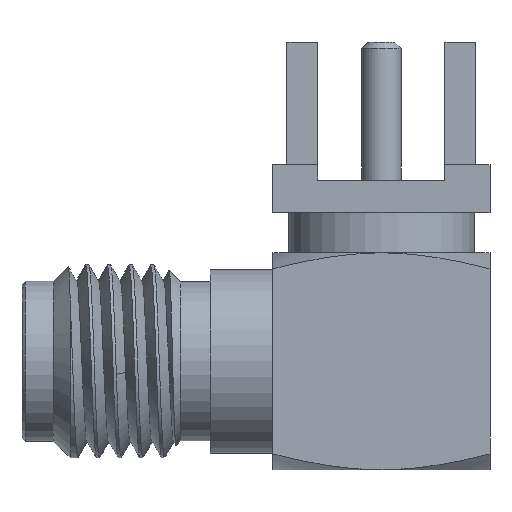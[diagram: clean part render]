
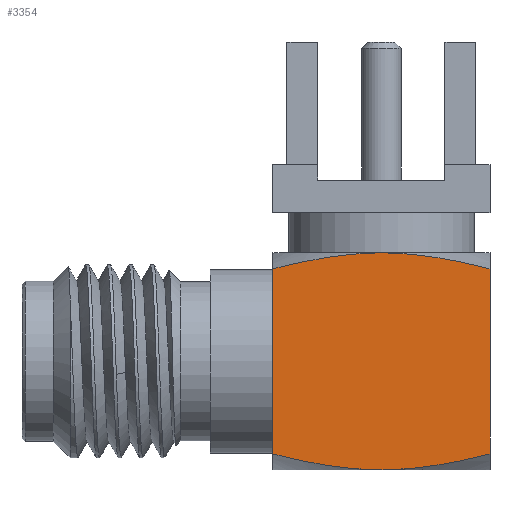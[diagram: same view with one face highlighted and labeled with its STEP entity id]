
A CAD part, front view. The second image highlights one B-rep face of the part: STEP entity #3354.
In plain terms, the highlighted planar face has unit normal (0, -1, 0).
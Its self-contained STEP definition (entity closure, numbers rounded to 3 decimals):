
#1192=CARTESIAN_POINT('',(0.543,-3.5,-6.389));
#1193=CARTESIAN_POINT('',(0.766,-3.5,-6.445));
#1194=CARTESIAN_POINT('',(1.193,-3.5,-6.546));
#1195=CARTESIAN_POINT('',(1.762,-3.5,-6.665));
#1196=CARTESIAN_POINT('',(2.3,-3.5,-6.76));
#1197=CARTESIAN_POINT('',(2.825,-3.5,-6.832));
#1198=CARTESIAN_POINT('',(3.353,-3.5,-6.882));
#1199=CARTESIAN_POINT('',(3.709,-3.5,-6.897));
#1200=CARTESIAN_POINT('',(3.888,-3.5,-6.9));
#1202=DIRECTION('',(0.,0.,1.));
#1203=VECTOR('',#1202,5.979);
#1204=CARTESIAN_POINT('',(0.543,-3.5,-6.389));
#1205=LINE('',#1204,#1203);
#1206=CARTESIAN_POINT('',(0.543,-3.5,-0.411));
#1207=CARTESIAN_POINT('',(0.766,-3.5,-0.355));
#1208=CARTESIAN_POINT('',(1.193,-3.5,-0.254));
#1209=CARTESIAN_POINT('',(1.762,-3.5,-0.135));
#1210=CARTESIAN_POINT('',(2.3,-3.5,-0.04));
#1211=CARTESIAN_POINT('',(2.825,-3.5,0.032));
#1212=CARTESIAN_POINT('',(3.353,-3.5,0.082));
#1213=CARTESIAN_POINT('',(3.709,-3.5,0.097));
#1214=CARTESIAN_POINT('',(3.888,-3.5,0.1));
#1216=DIRECTION('',(1.,0.,0.));
#1217=VECTOR('',#1216,0.317);
#1218=CARTESIAN_POINT('',(3.888,-3.5,0.1));
#1219=LINE('',#1218,#1217);
#1220=CARTESIAN_POINT('',(4.205,-3.5,0.1));
#1221=CARTESIAN_POINT('',(4.386,-3.5,0.097));
#1222=CARTESIAN_POINT('',(4.745,-3.5,0.081));
#1223=CARTESIAN_POINT('',(5.277,-3.5,0.031));
#1224=CARTESIAN_POINT('',(5.805,-3.5,-0.042));
#1225=CARTESIAN_POINT('',(6.342,-3.5,-0.137));
#1226=CARTESIAN_POINT('',(6.907,-3.5,-0.256));
#1227=CARTESIAN_POINT('',(7.329,-3.5,-0.356));
#1228=CARTESIAN_POINT('',(7.55,-3.5,-0.411));
#1230=DIRECTION('',(0.,0.,-1.));
#1231=VECTOR('',#1230,5.979);
#1232=CARTESIAN_POINT('',(7.55,-3.5,-0.411));
#1233=LINE('',#1232,#1231);
#1234=CARTESIAN_POINT('',(4.205,-3.5,-6.9));
#1235=CARTESIAN_POINT('',(4.386,-3.5,-6.897));
#1236=CARTESIAN_POINT('',(4.745,-3.5,-6.881));
#1237=CARTESIAN_POINT('',(5.277,-3.5,-6.831));
#1238=CARTESIAN_POINT('',(5.805,-3.5,-6.758));
#1239=CARTESIAN_POINT('',(6.342,-3.5,-6.663));
#1240=CARTESIAN_POINT('',(6.907,-3.5,-6.544));
#1241=CARTESIAN_POINT('',(7.329,-3.5,-6.444));
#1242=CARTESIAN_POINT('',(7.55,-3.5,-6.389));
#1244=DIRECTION('',(-1.,0.,0.));
#1245=VECTOR('',#1244,0.317);
#1246=CARTESIAN_POINT('',(4.205,-3.5,-6.9));
#1247=LINE('',#1246,#1245);
#1718=VERTEX_POINT('',#1192);
#1719=VERTEX_POINT('',#1200);
#1720=VERTEX_POINT('',#1234);
#1721=VERTEX_POINT('',#1242);
#1729=CARTESIAN_POINT('',(7.55,-3.5,-0.411));
#1730=VERTEX_POINT('',#1729);
#1731=CARTESIAN_POINT('',(0.543,-3.5,-0.411));
#1732=VERTEX_POINT('',#1731);
#1737=VERTEX_POINT('',#1214);
#1738=VERTEX_POINT('',#1220);
#3335=CARTESIAN_POINT('',(0.,-3.5,0.));
#3336=DIRECTION('',(0.,1.,0.));
#3337=DIRECTION('',(1.,0.,0.));
#3338=AXIS2_PLACEMENT_3D('',#3335,#3336,#3337);
#3339=PLANE('',#3338);
#3340=ORIENTED_EDGE('',*,*,#3314,.F.);
#3341=ORIENTED_EDGE('',*,*,#1997,.T.);
#3343=ORIENTED_EDGE('',*,*,#3342,.T.);
#3345=ORIENTED_EDGE('',*,*,#3344,.T.);
#3347=ORIENTED_EDGE('',*,*,#3346,.T.);
#3348=ORIENTED_EDGE('',*,*,#3299,.T.);
#3349=ORIENTED_EDGE('',*,*,#3327,.F.);
#3351=ORIENTED_EDGE('',*,*,#3350,.T.);
#3352=EDGE_LOOP('',(#3340,#3341,#3343,#3345,#3347,#3348,#3349,#3351));
#3353=FACE_OUTER_BOUND('',#3352,.F.);
#1201=B_SPLINE_CURVE_WITH_KNOTS('',3,(#1192,#1193,#1194,#1195,#1196,#1197,#1198,
#1199,#1200),.UNSPECIFIED.,.F.,.F.,(4,1,1,1,1,1,4),(0.,0.167,
0.333,0.5,0.667,0.833,1.),
.UNSPECIFIED.);
#1215=B_SPLINE_CURVE_WITH_KNOTS('',3,(#1206,#1207,#1208,#1209,#1210,#1211,#1212,
#1213,#1214),.UNSPECIFIED.,.F.,.F.,(4,1,1,1,1,1,4),(0.,0.167,
0.333,0.5,0.667,0.833,1.),
.UNSPECIFIED.);
#1229=B_SPLINE_CURVE_WITH_KNOTS('',3,(#1220,#1221,#1222,#1223,#1224,#1225,#1226,
#1227,#1228),.UNSPECIFIED.,.F.,.F.,(4,1,1,1,1,1,4),(0.,0.167,
0.333,0.5,0.667,0.833,1.),
.UNSPECIFIED.);
#1243=B_SPLINE_CURVE_WITH_KNOTS('',3,(#1234,#1235,#1236,#1237,#1238,#1239,#1240,
#1241,#1242),.UNSPECIFIED.,.F.,.F.,(4,1,1,1,1,1,4),(0.,0.167,
0.333,0.5,0.667,0.833,1.),
.UNSPECIFIED.);
#1997=EDGE_CURVE('',#1718,#1732,#1205,.T.);
#3299=EDGE_CURVE('',#1730,#1721,#1233,.T.);
#3314=EDGE_CURVE('',#1718,#1719,#1201,.T.);
#3327=EDGE_CURVE('',#1720,#1721,#1243,.T.);
#3342=EDGE_CURVE('',#1732,#1737,#1215,.T.);
#3344=EDGE_CURVE('',#1737,#1738,#1219,.T.);
#3346=EDGE_CURVE('',#1738,#1730,#1229,.T.);
#3350=EDGE_CURVE('',#1720,#1719,#1247,.T.);
#3354=ADVANCED_FACE('',(#3353),#3339,.F.);
